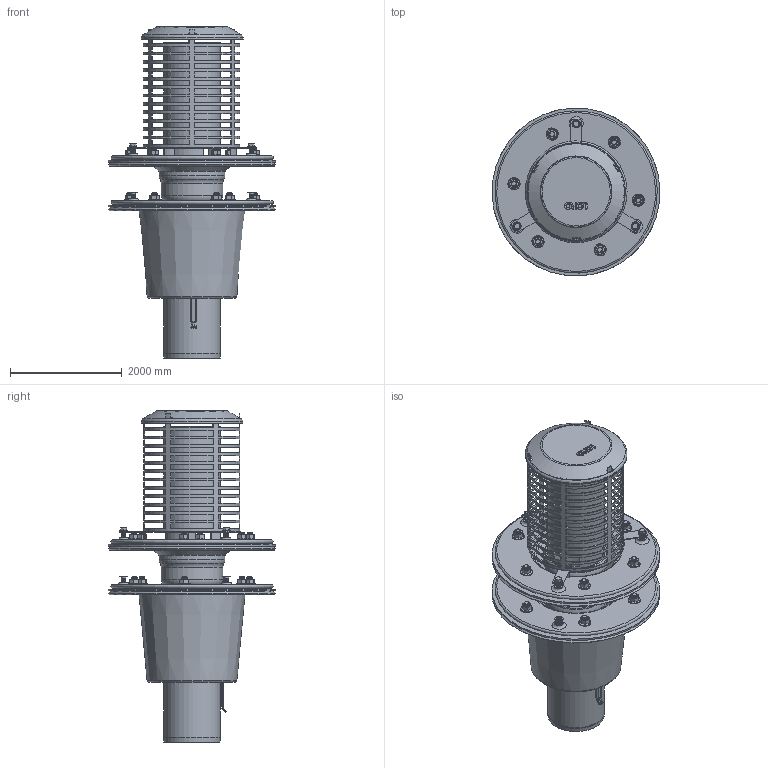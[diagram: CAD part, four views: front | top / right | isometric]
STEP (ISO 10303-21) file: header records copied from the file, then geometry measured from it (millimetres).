
FILE_DESCRIPTION(/* description */ (''),/* implementation_level */ '2;1');
FILE_NAME(/* name */ '41523.100X_3D.stp',/* time_stamp */ '2025-02-21T11:43:40+01:00',/* author */ ('N.Hausmann'),/* organization */ (''),/* preprocessor_version */ 'ST-DEVELOPER v20',/* originating_system */ 'AutoCAD Mechanical',/* authorisation */ '');
FILE_SCHEMA (('AUTOMOTIVE_DESIGN { 1 0 10303 214 3 1 1 }'));
Length unit declared in the file: centimetre
Products named in the file (3): Product; *S0; 21905100x
Assembly tree (3 placements, depth 2):
  Product
    *S0
    21905100x  x2
Bounding box: 2997.14 x 2997.14 x 5932.44 mm (x, y, z)
Volume: 3430964762.6 mm3; surface area: 163202686.8 mm2
Topology: 55 solids, 56 shells, 1485 faces, 3510 edges, 2156 vertices
Faces by surface type: plane 623, cone 596, cylinder 154, torus 108, sphere 3, bspline 1
Full cylindrical faces by diameter (mm): 60 x3, 70 x12, 80 x27, 83.76 x12, 160 x24, 992 x3, 1000 x1, 1016 x5, 1054 x1, 1076 x1, 1078 x1, 1100 x1, 1134 x3, 1156 x1, 1158 x1, 1180 x1, 1250 x1, 1470 x1, 1600 x2, 1690 x2, 1720 x2, 1790 x1, 1820 x1, 3000 x2
Entity records: 41820 total; most frequent: CARTESIAN_POINT 8786, DIRECTION 7200, ORIENTED_EDGE 6580, EDGE_CURVE 3290, AXIS2_PLACEMENT_3D 2868, VERTEX_POINT 2029, EDGE_LOOP 1655, CIRCLE 1487
